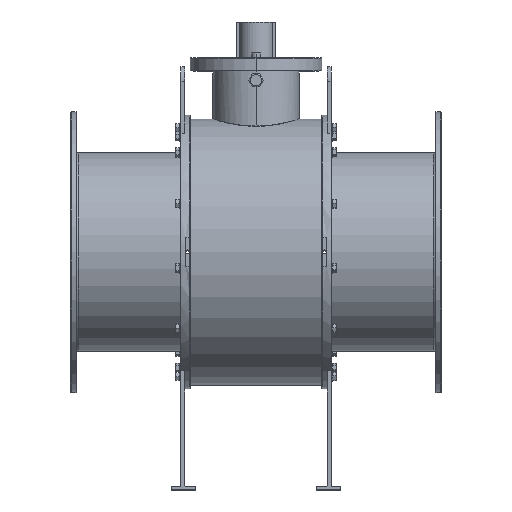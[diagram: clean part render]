
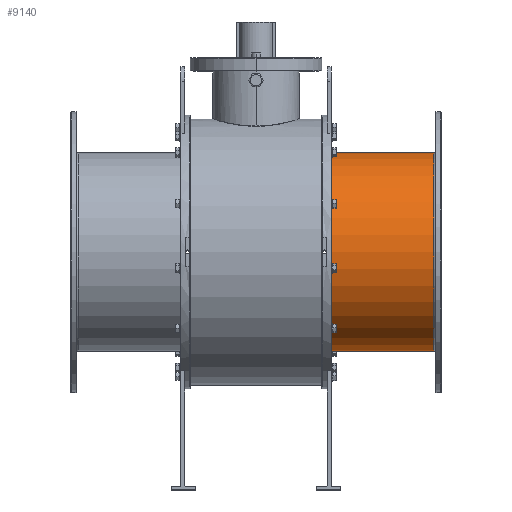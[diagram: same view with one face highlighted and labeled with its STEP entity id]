
A CAD part, top view. The second image highlights one B-rep face of the part: STEP entity #9140.
In plain terms, the highlighted cylindrical face has radius 264.5 mm (diameter 529 mm), a partial arc.
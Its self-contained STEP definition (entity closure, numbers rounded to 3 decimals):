
#333 = CIRCLE ( 'NONE', #4623, 264.5 ) ;
#1731 = VERTEX_POINT ( 'NONE', #13479 ) ;
#3481 = CARTESIAN_POINT ( 'NONE',  ( 200., 264.5, 0. ) ) ;
#3635 = CARTESIAN_POINT ( 'NONE',  ( -495.5, 264.5, 0. ) ) ;
#3696 = LINE ( 'NONE', #3635, #13282 ) ;
#4000 = DIRECTION ( 'NONE',  ( -1., 0., 0. ) ) ;
#4171 = VECTOR ( 'NONE', #8549, 1000. ) ;
#4208 = CARTESIAN_POINT ( 'NONE',  ( -495.5, -264.5, 0. ) ) ;
#4623 = AXIS2_PLACEMENT_3D ( 'NONE', #12873, #10717, #9652 ) ;
#4763 = DIRECTION ( 'NONE',  ( -1., 0., 0. ) ) ;
#5077 = DIRECTION ( 'NONE',  ( -1., 0., 0. ) ) ;
#5216 = EDGE_LOOP ( 'NONE', ( #12065, #12264, #7464, #9060 ) ) ;
#5351 = EDGE_CURVE ( 'NONE', #1731, #9940, #8560, .T. ) ;
#6133 = VERTEX_POINT ( 'NONE', #6888 ) ;
#6154 = CYLINDRICAL_SURFACE ( 'NONE', #11238, 264.5 ) ;
#6163 = VERTEX_POINT ( 'NONE', #3481 ) ;
#6888 = CARTESIAN_POINT ( 'NONE',  ( 200., -264.5, 0. ) ) ;
#7464 = ORIENTED_EDGE ( 'NONE', *, *, #10026, .T. ) ;
#7478 = LINE ( 'NONE', #4208, #4171 ) ;
#8305 = CARTESIAN_POINT ( 'NONE',  ( 473.5, 264.5, 0. ) ) ;
#8338 = DIRECTION ( 'NONE',  ( 0., 1., 0. ) ) ;
#8549 = DIRECTION ( 'NONE',  ( -1., 0., 0. ) ) ;
#8560 = CIRCLE ( 'NONE', #9474, 264.5 ) ;
#9060 = ORIENTED_EDGE ( 'NONE', *, *, #13345, .F. ) ;
#9140 = ADVANCED_FACE ( 'NONE', ( #11479 ), #6154, .T. ) ;
#9474 = AXIS2_PLACEMENT_3D ( 'NONE', #13756, #4000, #8338 ) ;
#9652 = DIRECTION ( 'NONE',  ( 0., 0., -1. ) ) ;
#9940 = VERTEX_POINT ( 'NONE', #8305 ) ;
#10026 = EDGE_CURVE ( 'NONE', #6163, #6133, #333, .T. ) ;
#10488 = CARTESIAN_POINT ( 'NONE',  ( -495.5, 0., 0. ) ) ;
#10717 = DIRECTION ( 'NONE',  ( 1., 0., 0. ) ) ;
#11238 = AXIS2_PLACEMENT_3D ( 'NONE', #10488, #5077, #13774 ) ;
#11479 = FACE_OUTER_BOUND ( 'NONE', #5216, .T. ) ;
#12065 = ORIENTED_EDGE ( 'NONE', *, *, #5351, .T. ) ;
#12264 = ORIENTED_EDGE ( 'NONE', *, *, #13424, .T. ) ;
#12873 = CARTESIAN_POINT ( 'NONE',  ( 200., 0., 0. ) ) ;
#13282 = VECTOR ( 'NONE', #4763, 1000. ) ;
#13345 = EDGE_CURVE ( 'NONE', #1731, #6133, #7478, .T. ) ;
#13424 = EDGE_CURVE ( 'NONE', #9940, #6163, #3696, .T. ) ;
#13479 = CARTESIAN_POINT ( 'NONE',  ( 473.5, -264.5, 0. ) ) ;
#13756 = CARTESIAN_POINT ( 'NONE',  ( 473.5, 0., 0. ) ) ;
#13774 = DIRECTION ( 'NONE',  ( 0., -1., 0. ) ) ;
